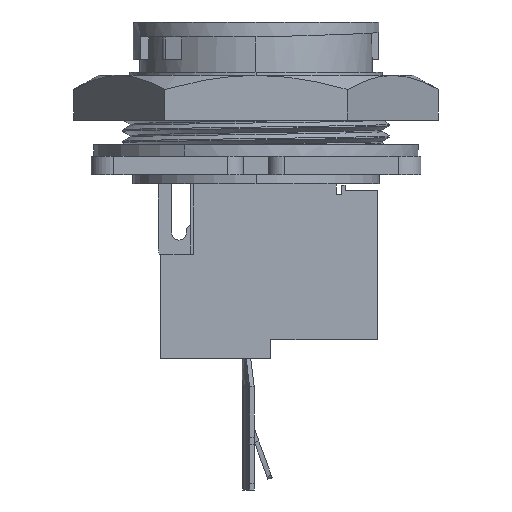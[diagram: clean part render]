
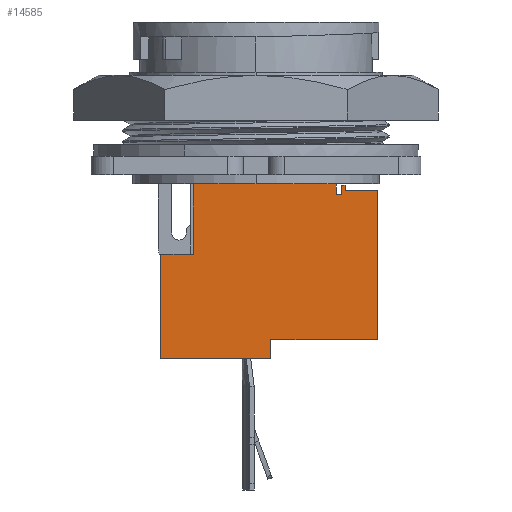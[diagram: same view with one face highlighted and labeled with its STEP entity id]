
A CAD part, left-side view. The second image highlights one B-rep face of the part: STEP entity #14585.
In plain terms, the highlighted planar face has unit normal (-1, 0, 0).
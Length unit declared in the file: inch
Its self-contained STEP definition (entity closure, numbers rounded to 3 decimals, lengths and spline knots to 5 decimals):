
#413 = CARTESIAN_POINT ( 'NONE',  ( -0.36811, 0.41486, -0.34797 ) ) ;
#905 = CARTESIAN_POINT ( 'NONE',  ( -0.36811, 0.41486, -0.80297 ) ) ;
#954 = CARTESIAN_POINT ( 'NONE',  ( -0.36811, -0.3883, -0.06997 ) ) ;
#1103 = EDGE_LOOP ( 'NONE', ( #10851, #18564, #18571, #2566, #19991, #5735, #12830, #21409, #20330, #7508, #8979, #16357, #14453, #17244 ) ) ;
#1186 = EDGE_CURVE ( 'NONE', #21004, #2112, #20761, .T. ) ;
#1480 = VECTOR ( 'NONE', #13648, 39.37008 ) ;
#1728 = CARTESIAN_POINT ( 'NONE',  ( -0.36811, -0.349, -0.08708 ) ) ;
#1786 = CARTESIAN_POINT ( 'NONE',  ( -0.36811, -0.37119, -0.08708 ) ) ;
#1911 = VERTEX_POINT ( 'NONE', #16746 ) ;
#2112 = VERTEX_POINT ( 'NONE', #9452 ) ;
#2168 = EDGE_CURVE ( 'NONE', #3325, #22156, #12963, .T. ) ;
#2248 = DIRECTION ( 'NONE',  ( 0., -1., 0. ) ) ;
#2502 = VECTOR ( 'NONE', #14344, 39.37008 ) ;
#2566 = ORIENTED_EDGE ( 'NONE', *, *, #11494, .F. ) ;
#2908 = VECTOR ( 'NONE', #2248, 39.37008 ) ;
#3086 = VERTEX_POINT ( 'NONE', #413 ) ;
#3325 = VERTEX_POINT ( 'NONE', #9769 ) ;
#3440 = LINE ( 'NONE', #15955, #2908 ) ;
#3962 = EDGE_CURVE ( 'NONE', #17088, #20876, #16938, .T. ) ;
#4047 = LINE ( 'NONE', #18692, #7552 ) ;
#4325 = EDGE_CURVE ( 'NONE', #22156, #1911, #20705, .T. ) ;
#4587 = CARTESIAN_POINT ( 'NONE',  ( -0.36811, -0.52806, -0.71953 ) ) ;
#4605 = AXIS2_PLACEMENT_3D ( 'NONE', #5584, #7323, #19341 ) ;
#4851 = LINE ( 'NONE', #12712, #18579 ) ;
#5480 = EDGE_CURVE ( 'NONE', #14742, #16045, #13148, .T. ) ;
#5584 = CARTESIAN_POINT ( 'NONE',  ( -0.36811, 0.41486, -0.80297 ) ) ;
#5735 = ORIENTED_EDGE ( 'NONE', *, *, #1186, .T. ) ;
#6247 = DIRECTION ( 'NONE',  ( 0., 1., 0. ) ) ;
#6318 = VECTOR ( 'NONE', #19296, 39.37008 ) ;
#6697 = CARTESIAN_POINT ( 'NONE',  ( -0.36811, -0.3883, -0.04538 ) ) ;
#6828 = DIRECTION ( 'NONE',  ( 0., 0., -1. ) ) ;
#7277 = VECTOR ( 'NONE', #12947, 39.37008 ) ;
#7323 = DIRECTION ( 'NONE',  ( -1., 0., 0. ) ) ;
#7437 = CARTESIAN_POINT ( 'NONE',  ( -0.36811, 0.27316, -0.03297 ) ) ;
#7508 = ORIENTED_EDGE ( 'NONE', *, *, #4325, .T. ) ;
#7552 = VECTOR ( 'NONE', #20413, 39.37008 ) ;
#7898 = LINE ( 'NONE', #9446, #21058 ) ;
#8364 = EDGE_CURVE ( 'NONE', #3086, #3325, #18167, .T. ) ;
#8480 = CARTESIAN_POINT ( 'NONE',  ( -0.36811, -0.37119, -0.04538 ) ) ;
#8565 = EDGE_CURVE ( 'NONE', #1911, #14742, #19502, .T. ) ;
#8979 = ORIENTED_EDGE ( 'NONE', *, *, #8565, .T. ) ;
#9027 = CARTESIAN_POINT ( 'NONE',  ( -0.36811, -0.06514, -0.71953 ) ) ;
#9233 = DIRECTION ( 'NONE',  ( 0., 1., 0. ) ) ;
#9446 = CARTESIAN_POINT ( 'NONE',  ( -0.36811, -0.3883, -0.04538 ) ) ;
#9452 = CARTESIAN_POINT ( 'NONE',  ( -0.36811, 0.27316, -0.34797 ) ) ;
#9524 = DIRECTION ( 'NONE',  ( 0., -1., 0. ) ) ;
#9599 = VECTOR ( 'NONE', #6828, 39.37008 ) ;
#9633 = EDGE_CURVE ( 'NONE', #16785, #20876, #7898, .T. ) ;
#9769 = CARTESIAN_POINT ( 'NONE',  ( -0.36811, 0.41486, -0.80297 ) ) ;
#10082 = CARTESIAN_POINT ( 'NONE',  ( -0.36811, -0.52806, -0.06997 ) ) ;
#10268 = DIRECTION ( 'NONE',  ( 0., 0., 1. ) ) ;
#10323 = CARTESIAN_POINT ( 'NONE',  ( -0.36811, 0.41486, -0.34797 ) ) ;
#10572 = VERTEX_POINT ( 'NONE', #13200 ) ;
#10851 = ORIENTED_EDGE ( 'NONE', *, *, #9633, .F. ) ;
#11251 = DIRECTION ( 'NONE',  ( 0., -1., 0. ) ) ;
#11494 = EDGE_CURVE ( 'NONE', #10572, #12934, #4851, .T. ) ;
#11656 = CARTESIAN_POINT ( 'NONE',  ( -0.36811, -0.3883, -0.06997 ) ) ;
#12712 = CARTESIAN_POINT ( 'NONE',  ( -0.36811, -0.349, -0.08708 ) ) ;
#12830 = ORIENTED_EDGE ( 'NONE', *, *, #20418, .T. ) ;
#12934 = VERTEX_POINT ( 'NONE', #1728 ) ;
#12947 = DIRECTION ( 'NONE',  ( 0., 0., 1. ) ) ;
#12963 = LINE ( 'NONE', #905, #16958 ) ;
#13105 = CARTESIAN_POINT ( 'NONE',  ( -0.36811, -0.52806, -0.06997 ) ) ;
#13148 = LINE ( 'NONE', #4587, #17156 ) ;
#13200 = CARTESIAN_POINT ( 'NONE',  ( -0.36811, -0.349, -0.04 ) ) ;
#13648 = DIRECTION ( 'NONE',  ( 0., 0., 1. ) ) ;
#13918 = CARTESIAN_POINT ( 'NONE',  ( -0.36811, 0.27316, -0.04 ) ) ;
#14099 = EDGE_CURVE ( 'NONE', #12934, #15175, #3440, .T. ) ;
#14344 = DIRECTION ( 'NONE',  ( 0., 0., -1. ) ) ;
#14453 = ORIENTED_EDGE ( 'NONE', *, *, #14786, .T. ) ;
#14585 = ADVANCED_FACE ( 'NONE', ( #15233 ), #15784, .T. ) ;
#14604 = LINE ( 'NONE', #8480, #1480 ) ;
#14742 = VERTEX_POINT ( 'NONE', #21657 ) ;
#14786 = EDGE_CURVE ( 'NONE', #16045, #17088, #21166, .T. ) ;
#14872 = DIRECTION ( 'NONE',  ( 0., 0., 1. ) ) ;
#15175 = VERTEX_POINT ( 'NONE', #1786 ) ;
#15233 = FACE_OUTER_BOUND ( 'NONE', #1103, .T. ) ;
#15784 = PLANE ( 'NONE',  #4605 ) ;
#15845 = VECTOR ( 'NONE', #9233, 39.37008 ) ;
#15955 = CARTESIAN_POINT ( 'NONE',  ( -0.36811, -0.37119, -0.08708 ) ) ;
#16045 = VERTEX_POINT ( 'NONE', #10082 ) ;
#16116 = VECTOR ( 'NONE', #10268, 39.37008 ) ;
#16357 = ORIENTED_EDGE ( 'NONE', *, *, #5480, .T. ) ;
#16746 = CARTESIAN_POINT ( 'NONE',  ( -0.36811, -0.06514, -0.71953 ) ) ;
#16785 = VERTEX_POINT ( 'NONE', #22004 ) ;
#16938 = LINE ( 'NONE', #954, #7277 ) ;
#16958 = VECTOR ( 'NONE', #11251, 39.37008 ) ;
#17088 = VERTEX_POINT ( 'NONE', #11656 ) ;
#17156 = VECTOR ( 'NONE', #14872, 39.37008 ) ;
#17244 = ORIENTED_EDGE ( 'NONE', *, *, #3962, .T. ) ;
#18125 = EDGE_CURVE ( 'NONE', #15175, #16785, #14604, .T. ) ;
#18167 = LINE ( 'NONE', #10323, #9599 ) ;
#18221 = CARTESIAN_POINT ( 'NONE',  ( -0.36811, -0.06514, -0.80297 ) ) ;
#18564 = ORIENTED_EDGE ( 'NONE', *, *, #18125, .F. ) ;
#18571 = ORIENTED_EDGE ( 'NONE', *, *, #14099, .F. ) ;
#18579 = VECTOR ( 'NONE', #19304, 39.37008 ) ;
#18692 = CARTESIAN_POINT ( 'NONE',  ( -0.36811, 0.41486, -0.04 ) ) ;
#18796 = CARTESIAN_POINT ( 'NONE',  ( -0.36811, -0.06514, -0.80297 ) ) ;
#19296 = DIRECTION ( 'NONE',  ( 0., -1., 0. ) ) ;
#19304 = DIRECTION ( 'NONE',  ( 0., 0., -1. ) ) ;
#19341 = DIRECTION ( 'NONE',  ( 0., 0., -1. ) ) ;
#19427 = CARTESIAN_POINT ( 'NONE',  ( -0.36811, 0.27316, -0.34797 ) ) ;
#19502 = LINE ( 'NONE', #9027, #6318 ) ;
#19991 = ORIENTED_EDGE ( 'NONE', *, *, #20071, .F. ) ;
#20071 = EDGE_CURVE ( 'NONE', #21004, #10572, #4047, .T. ) ;
#20330 = ORIENTED_EDGE ( 'NONE', *, *, #2168, .T. ) ;
#20413 = DIRECTION ( 'NONE',  ( 0., -1., 0. ) ) ;
#20418 = EDGE_CURVE ( 'NONE', #2112, #3086, #20973, .T. ) ;
#20626 = VECTOR ( 'NONE', #6247, 39.37008 ) ;
#20705 = LINE ( 'NONE', #18796, #16116 ) ;
#20761 = LINE ( 'NONE', #7437, #2502 ) ;
#20876 = VERTEX_POINT ( 'NONE', #6697 ) ;
#20973 = LINE ( 'NONE', #19427, #15845 ) ;
#21004 = VERTEX_POINT ( 'NONE', #13918 ) ;
#21058 = VECTOR ( 'NONE', #9524, 39.37008 ) ;
#21166 = LINE ( 'NONE', #13105, #20626 ) ;
#21409 = ORIENTED_EDGE ( 'NONE', *, *, #8364, .T. ) ;
#21657 = CARTESIAN_POINT ( 'NONE',  ( -0.36811, -0.52806, -0.71953 ) ) ;
#22004 = CARTESIAN_POINT ( 'NONE',  ( -0.36811, -0.37119, -0.04538 ) ) ;
#22156 = VERTEX_POINT ( 'NONE', #18221 ) ;
